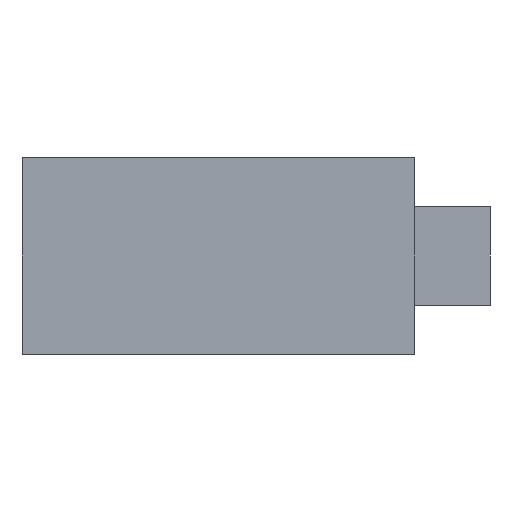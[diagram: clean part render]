
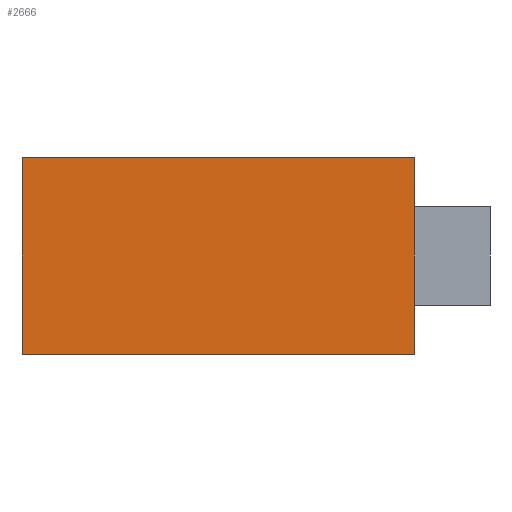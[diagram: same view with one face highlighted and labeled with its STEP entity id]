
A CAD part, left-side view. The second image highlights one B-rep face of the part: STEP entity #2666.
In plain terms, the highlighted planar face has unit normal (-1, 0, 0).
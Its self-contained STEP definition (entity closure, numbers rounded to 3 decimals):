
#708 = EDGE_CURVE ( 'NONE', #4638, #1707, #1036, .T. ) ;
#1036 = LINE ( 'NONE', #1566, #2354 ) ;
#1355 = ORIENTED_EDGE ( 'NONE', *, *, #4574, .T. ) ;
#1481 = ORIENTED_EDGE ( 'NONE', *, *, #3968, .F. ) ;
#1533 = ORIENTED_EDGE ( 'NONE', *, *, #708, .F. ) ;
#1560 = DIRECTION ( 'NONE',  ( 0., 0., -1. ) ) ;
#1563 = CARTESIAN_POINT ( 'NONE',  ( -50.5, -10.7, 6.5 ) ) ;
#1566 = CARTESIAN_POINT ( 'NONE',  ( -50.5, -10.7, 6.5 ) ) ;
#1585 = EDGE_LOOP ( 'NONE', ( #1726, #1533, #1481, #1355 ) ) ;
#1707 = VERTEX_POINT ( 'NONE', #3088 ) ;
#1726 = ORIENTED_EDGE ( 'NONE', *, *, #4004, .T. ) ;
#1898 = AXIS2_PLACEMENT_3D ( 'NONE', #5403, #5396, #5389 ) ;
#2012 = DIRECTION ( 'NONE',  ( 0., -1., 0. ) ) ;
#2092 = DIRECTION ( 'NONE',  ( 0., -1., 0. ) ) ;
#2103 = CARTESIAN_POINT ( 'NONE',  ( -50.5, 10.7, 6.5 ) ) ;
#2109 = CARTESIAN_POINT ( 'NONE',  ( -50.5, 10.7, -6.5 ) ) ;
#2126 = FACE_OUTER_BOUND ( 'NONE', #1585, .T. ) ;
#2354 = VECTOR ( 'NONE', #1560, 1000. ) ;
#2666 = ADVANCED_FACE ( 'NONE', ( #2126 ), #5524, .F. ) ;
#2784 = CARTESIAN_POINT ( 'NONE',  ( -50.5, 15.2, 6.5 ) ) ;
#2868 = VECTOR ( 'NONE', #3784, 1000. ) ;
#3088 = CARTESIAN_POINT ( 'NONE',  ( -50.5, -10.7, -6.5 ) ) ;
#3331 = VERTEX_POINT ( 'NONE', #4194 ) ;
#3575 = VECTOR ( 'NONE', #2012, 1000. ) ;
#3578 = LINE ( 'NONE', #2109, #3575 ) ;
#3742 = LINE ( 'NONE', #2103, #3806 ) ;
#3784 = DIRECTION ( 'NONE',  ( 0., 0., -1. ) ) ;
#3806 = VECTOR ( 'NONE', #2092, 1000. ) ;
#3813 = CARTESIAN_POINT ( 'NONE',  ( -50.5, 15.2, -6.5 ) ) ;
#3968 = EDGE_CURVE ( 'NONE', #3331, #4638, #3742, .T. ) ;
#4004 = EDGE_CURVE ( 'NONE', #5598, #1707, #3578, .T. ) ;
#4194 = CARTESIAN_POINT ( 'NONE',  ( -50.5, 15.2, 6.5 ) ) ;
#4574 = EDGE_CURVE ( 'NONE', #3331, #5598, #4850, .T. ) ;
#4638 = VERTEX_POINT ( 'NONE', #1563 ) ;
#4850 = LINE ( 'NONE', #2784, #2868 ) ;
#5389 = DIRECTION ( 'NONE',  ( 0., 0., -1. ) ) ;
#5396 = DIRECTION ( 'NONE',  ( 1., 0., 0. ) ) ;
#5403 = CARTESIAN_POINT ( 'NONE',  ( -50.5, 10.7, 6.5 ) ) ;
#5524 = PLANE ( 'NONE',  #1898 ) ;
#5598 = VERTEX_POINT ( 'NONE', #3813 ) ;
